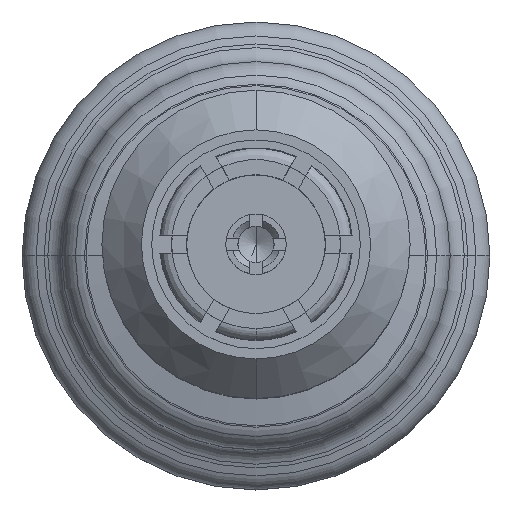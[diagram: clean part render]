
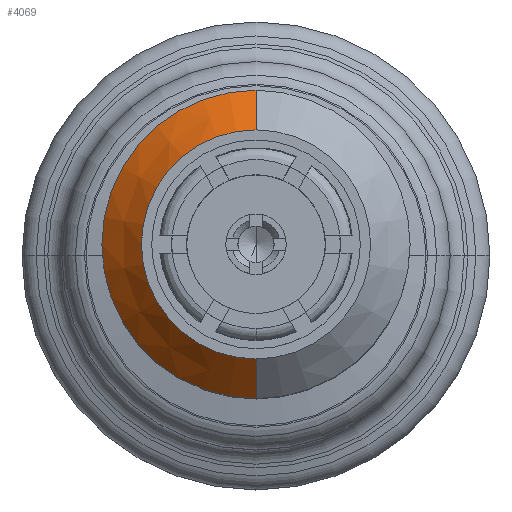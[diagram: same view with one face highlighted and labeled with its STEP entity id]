
A CAD part, top view. The second image highlights one B-rep face of the part: STEP entity #4069.
In plain terms, the highlighted conical face has half-angle 45 degrees and reference radius 1.114 mm.
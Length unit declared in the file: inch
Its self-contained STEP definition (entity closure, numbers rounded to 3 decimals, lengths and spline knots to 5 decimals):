
#138 = LINE ( 'NONE', #3889, #4936 ) ;
#199 = CARTESIAN_POINT ( 'NONE',  ( -0.1764, -0.05033, 0. ) ) ;
#256 = DIRECTION ( 'NONE',  ( 0., 1., 0. ) ) ;
#381 = CARTESIAN_POINT ( 'NONE',  ( -0.1764, 0.05033, 0. ) ) ;
#505 = DIRECTION ( 'NONE',  ( 1., 0., 0. ) ) ;
#663 = ORIENTED_EDGE ( 'NONE', *, *, #4193, .T. ) ;
#677 = VERTEX_POINT ( 'NONE', #5514 ) ;
#939 = VECTOR ( 'NONE', #2299, 39.37008 ) ;
#988 = EDGE_CURVE ( 'NONE', #6840, #1567, #138, .T. ) ;
#1091 = CIRCLE ( 'NONE', #2148, 0.05033 ) ;
#1567 = VERTEX_POINT ( 'NONE', #381 ) ;
#1628 = DIRECTION ( 'NONE',  ( 1., 0., 0. ) ) ;
#1897 = AXIS2_PLACEMENT_3D ( 'NONE', #3101, #505, #4918 ) ;
#2148 = AXIS2_PLACEMENT_3D ( 'NONE', #6617, #4754, #256 ) ;
#2296 = CARTESIAN_POINT ( 'NONE',  ( -0.18286, 0., 0. ) ) ;
#2299 = DIRECTION ( 'NONE',  ( -0.707, 0.707, 0. ) ) ;
#2756 = LINE ( 'NONE', #7903, #939 ) ;
#3101 = CARTESIAN_POINT ( 'NONE',  ( -0.18933, 0., 0. ) ) ;
#3356 = DIRECTION ( 'NONE',  ( 0.707, 0.707, 0. ) ) ;
#3406 = AXIS2_PLACEMENT_3D ( 'NONE', #2296, #1628, #4167 ) ;
#3889 = CARTESIAN_POINT ( 'NONE',  ( -0.18286, 0.04387, 0. ) ) ;
#4069 = ADVANCED_FACE ( 'NONE', ( #5457 ), #4732, .T. ) ;
#4080 = EDGE_CURVE ( 'NONE', #1567, #4450, #1091, .T. ) ;
#4167 = DIRECTION ( 'NONE',  ( 0., 1., 0. ) ) ;
#4193 = EDGE_CURVE ( 'NONE', #4450, #677, #2756, .T. ) ;
#4426 = ORIENTED_EDGE ( 'NONE', *, *, #4080, .T. ) ;
#4450 = VERTEX_POINT ( 'NONE', #199 ) ;
#4666 = CARTESIAN_POINT ( 'NONE',  ( -0.18933, 0.0374, 0. ) ) ;
#4732 = CONICAL_SURFACE ( 'NONE', #3406, 0.04387, 0.785 ) ;
#4754 = DIRECTION ( 'NONE',  ( -1., 0., 0. ) ) ;
#4918 = DIRECTION ( 'NONE',  ( 0., 1., 0. ) ) ;
#4936 = VECTOR ( 'NONE', #3356, 39.37008 ) ;
#4948 = ORIENTED_EDGE ( 'NONE', *, *, #6252, .T. ) ;
#5457 = FACE_OUTER_BOUND ( 'NONE', #5708, .T. ) ;
#5514 = CARTESIAN_POINT ( 'NONE',  ( -0.18933, -0.0374, 0. ) ) ;
#5708 = EDGE_LOOP ( 'NONE', ( #663, #4948, #6878, #4426 ) ) ;
#6252 = EDGE_CURVE ( 'NONE', #677, #6840, #6281, .T. ) ;
#6281 = CIRCLE ( 'NONE', #1897, 0.0374 ) ;
#6617 = CARTESIAN_POINT ( 'NONE',  ( -0.1764, 0., 0. ) ) ;
#6840 = VERTEX_POINT ( 'NONE', #4666 ) ;
#6878 = ORIENTED_EDGE ( 'NONE', *, *, #988, .T. ) ;
#7903 = CARTESIAN_POINT ( 'NONE',  ( -0.18286, -0.04387, 0. ) ) ;
